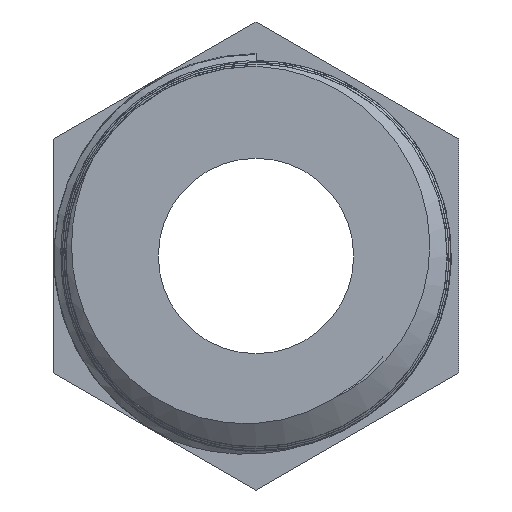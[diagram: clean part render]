
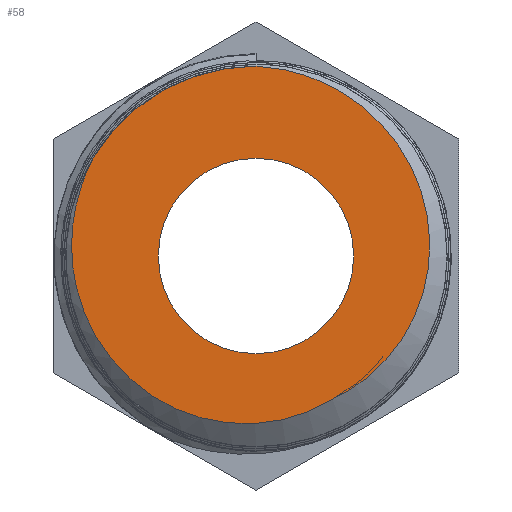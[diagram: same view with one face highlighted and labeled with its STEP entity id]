
A CAD part, left-side view. The second image highlights one B-rep face of the part: STEP entity #58.
In plain terms, the highlighted planar face has unit normal (-1, 0, 0).
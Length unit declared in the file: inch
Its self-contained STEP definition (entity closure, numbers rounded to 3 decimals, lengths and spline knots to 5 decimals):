
#13 = CARTESIAN_POINT ( 'NONE',  ( -0.4875, 0.02614, -0.18076 ) ) ;
#58 = ADVANCED_FACE ( 'NONE', ( #2741, #2788 ), #99, .F. ) ;
#67 = CARTESIAN_POINT ( 'NONE',  ( -0.4875, 0.11323, -0.15066 ) ) ;
#87 = CARTESIAN_POINT ( 'NONE',  ( -0.4875, -0.1764, 0.07622 ) ) ;
#99 = PLANE ( 'NONE',  #255 ) ;
#101 = CARTESIAN_POINT ( 'NONE',  ( -0.4875, -0.14168, -0.11105 ) ) ;
#226 = CARTESIAN_POINT ( 'NONE',  ( -0.4875, 0.17546, -0.08268 ) ) ;
#255 = AXIS2_PLACEMENT_3D ( 'NONE', #1149, #4018, #2213 ) ;
#351 = CARTESIAN_POINT ( 'NONE',  ( -0.4875, 0., 0.205 ) ) ;
#382 = CARTESIAN_POINT ( 'NONE',  ( -0.4875, -0.04164, 0.19954 ) ) ;
#397 = CARTESIAN_POINT ( 'NONE',  ( -0.4875, -0.18465, 0.0459 ) ) ;
#409 = CARTESIAN_POINT ( 'NONE',  ( -0.4875, -0.11868, -0.13281 ) ) ;
#451 = DIRECTION ( 'NONE',  ( 1., 0., 0. ) ) ;
#490 = CARTESIAN_POINT ( 'NONE',  ( -0.4875, 0.18893, -0.05461 ) ) ;
#515 = EDGE_CURVE ( 'NONE', #3386, #3077, #1601, .T. ) ;
#528 = CARTESIAN_POINT ( 'NONE',  ( -0.4875, 0.01573, -0.18131 ) ) ;
#581 = CARTESIAN_POINT ( 'NONE',  ( -0.4875, 0.19478, -0.03485 ) ) ;
#594 = CARTESIAN_POINT ( 'NONE',  ( -0.4875, 0.08603, -0.16553 ) ) ;
#620 = CARTESIAN_POINT ( 'NONE',  ( -0.4875, -0.06447, -0.1646 ) ) ;
#631 = CARTESIAN_POINT ( 'NONE',  ( -0.4875, 0.13754, -0.13147 ) ) ;
#643 = CARTESIAN_POINT ( 'NONE',  ( -0.4875, -0.07368, -0.15995 ) ) ;
#678 = CARTESIAN_POINT ( 'NONE',  ( -0.4875, 0.19203, 0.06792 ) ) ;
#687 = CARTESIAN_POINT ( 'NONE',  ( -0.4875, -0.08078, 0.1836 ) ) ;
#701 = CARTESIAN_POINT ( 'NONE',  ( -0.4875, -0.18783, 0.0144 ) ) ;
#715 = CARTESIAN_POINT ( 'NONE',  ( -0.4875, -0.09221, -0.15005 ) ) ;
#717 = CARTESIAN_POINT ( 'NONE',  ( -0.4875, 0.17555, 0.10586 ) ) ;
#952 = CARTESIAN_POINT ( 'NONE',  ( -0.4875, 0., 0. ) ) ;
#970 = CARTESIAN_POINT ( 'NONE',  ( -0.4875, 0.17555, 0.10586 ) ) ;
#979 = CARTESIAN_POINT ( 'NONE',  ( -0.4875, -0.10751, 0.1672 ) ) ;
#984 = AXIS2_PLACEMENT_3D ( 'NONE', #2359, #451, #2714 ) ;
#994 = CARTESIAN_POINT ( 'NONE',  ( -0.4875, -0.1858, -0.01695 ) ) ;
#1124 = CARTESIAN_POINT ( 'NONE',  ( -0.4875, -0.03545, -0.17526 ) ) ;
#1138 = CARTESIAN_POINT ( 'NONE',  ( -0.4875, -0.00484, -0.18068 ) ) ;
#1149 = CARTESIAN_POINT ( 'NONE',  ( -0.4875, 0., 0. ) ) ;
#1151 = CARTESIAN_POINT ( 'NONE',  ( -0.4875, -0.01508, -0.1795 ) ) ;
#1163 = CARTESIAN_POINT ( 'NONE',  ( -0.4875, -0.04538, -0.17226 ) ) ;
#1177 = CARTESIAN_POINT ( 'NONE',  ( -0.4875, -0.08253, -0.15443 ) ) ;
#1246 = CARTESIAN_POINT ( 'NONE',  ( -0.4875, 0., 0. ) ) ;
#1258 = DIRECTION ( 'NONE',  ( 0., 0., -1. ) ) ;
#1277 = CARTESIAN_POINT ( 'NONE',  ( -0.4875, 0., 0.1055 ) ) ;
#1287 = CARTESIAN_POINT ( 'NONE',  ( -0.4875, -0.13159, 0.14659 ) ) ;
#1302 = CARTESIAN_POINT ( 'NONE',  ( -0.4875, -0.17837, -0.04776 ) ) ;
#1434 = EDGE_CURVE ( 'NONE', #2908, #2904, #2468, .T. ) ;
#1448 = CARTESIAN_POINT ( 'NONE',  ( -0.4875, -0.08253, -0.15443 ) ) ;
#1486 = CARTESIAN_POINT ( 'NONE',  ( -0.4875, 0.07637, -0.16948 ) ) ;
#1517 = CARTESIAN_POINT ( 'NONE',  ( -0.4875, 0.12973, -0.13838 ) ) ;
#1539 = CARTESIAN_POINT ( 'NONE',  ( -0.4875, 0.2001, 0.00643 ) ) ;
#1544 = DIRECTION ( 'NONE',  ( 0., 0., -1. ) ) ;
#1582 = CARTESIAN_POINT ( 'NONE',  ( -0.4875, -0.1519, 0.12269 ) ) ;
#1592 = CARTESIAN_POINT ( 'NONE',  ( -0.4875, -0.16585, -0.07657 ) ) ;
#1601 = B_SPLINE_CURVE_WITH_KNOTS ( 'NONE', 3,
 ( #1177, #643, #620, #1163, #1124, #1151, #1138, #528, #13, #2524, #2148, #1486, #594, #3985, #67, #1517, #631, #2913, #2232, #1990, #226, #490, #581, #1539, #2623, #678, #2988, #970 ),
 .UNSPECIFIED., .F., .F.,
 ( 4, 2, 2, 2, 2, 2, 2, 2, 2, 2, 2, 2, 2, 4 ),
 ( 0., 0.00078, 0.00157, 0.00235, 0.00313, 0.00392, 0.0047, 0.00549, 0.00627, 0.00705, 0.00784, 0.0094, 0.01097, 0.01254 ),
 .UNSPECIFIED. ) ;
#1872 = CARTESIAN_POINT ( 'NONE',  ( -0.4875, 0., 0.205 ) ) ;
#1901 = CARTESIAN_POINT ( 'NONE',  ( -0.4875, -0.02118, 0.20389 ) ) ;
#1914 = CARTESIAN_POINT ( 'NONE',  ( -0.4875, -0.16818, 0.09553 ) ) ;
#1932 = CARTESIAN_POINT ( 'NONE',  ( -0.4875, -0.14841, -0.10304 ) ) ;
#1990 = CARTESIAN_POINT ( 'NONE',  ( -0.4875, 0.17021, -0.09167 ) ) ;
#2014 = CIRCLE ( 'NONE', #3784, 0.1055 ) ;
#2148 = CARTESIAN_POINT ( 'NONE',  ( -0.4875, 0.05674, -0.17565 ) ) ;
#2170 = CIRCLE ( 'NONE', #2442, 0.205 ) ;
#2213 = DIRECTION ( 'NONE',  ( 0., 0., -1. ) ) ;
#2232 = CARTESIAN_POINT ( 'NONE',  ( -0.4875, 0.15847, -0.10857 ) ) ;
#2286 = CARTESIAN_POINT ( 'NONE',  ( -0.4875, -0.17969, 0.0663 ) ) ;
#2307 = CARTESIAN_POINT ( 'NONE',  ( -0.4875, -0.12685, -0.12592 ) ) ;
#2359 = CARTESIAN_POINT ( 'NONE',  ( -0.4875, 0., 0. ) ) ;
#2442 = AXIS2_PLACEMENT_3D ( 'NONE', #1246, #3658, #1544 ) ;
#2468 = CIRCLE ( 'NONE', #984, 0.1055 ) ;
#2524 = CARTESIAN_POINT ( 'NONE',  ( -0.4875, 0.0467, -0.17792 ) ) ;
#2623 = CARTESIAN_POINT ( 'NONE',  ( -0.4875, 0.19949, 0.02698 ) ) ;
#2624 = B_SPLINE_CURVE_WITH_KNOTS ( 'NONE', 3,
 ( #351, #1901, #382, #2637, #687, #3001, #979, #3362, #1287, #3706, #1582, #4069, #1914, #87, #2286, #397, #2651, #701, #3016, #994, #3379, #1302, #3718, #1592, #4085, #1932, #101, #2307, #409, #2664, #715, #3033 ),
 .UNSPECIFIED., .F., .F.,
 ( 4, 2, 2, 2, 2, 2, 2, 2, 2, 2, 2, 2, 2, 2, 2, 4 ),
 ( 0., 0.00159, 0.00239, 0.00319, 0.00398, 0.00478, 0.00558, 0.00637, 0.00717, 0.00797, 0.00876, 0.00956, 0.01036, 0.01115, 0.01195, 0.01275 ),
 .UNSPECIFIED. ) ;
#2637 = CARTESIAN_POINT ( 'NONE',  ( -0.4875, -0.07123, 0.18817 ) ) ;
#2651 = CARTESIAN_POINT ( 'NONE',  ( -0.4875, -0.1863, 0.03534 ) ) ;
#2664 = CARTESIAN_POINT ( 'NONE',  ( -0.4875, -0.10137, -0.14484 ) ) ;
#2687 = EDGE_CURVE ( 'NONE', #3077, #2710, #2170, .T. ) ;
#2710 = VERTEX_POINT ( 'NONE', #1872 ) ;
#2714 = DIRECTION ( 'NONE',  ( 0., 0., -1. ) ) ;
#2741 = FACE_BOUND ( 'NONE', #2957, .T. ) ;
#2788 = FACE_OUTER_BOUND ( 'NONE', #3840, .T. ) ;
#2904 = VERTEX_POINT ( 'NONE', #3674 ) ;
#2908 = VERTEX_POINT ( 'NONE', #1277 ) ;
#2913 = CARTESIAN_POINT ( 'NONE',  ( -0.4875, 0.15194, -0.11654 ) ) ;
#2957 = EDGE_LOOP ( 'NONE', ( #3316, #3740 ) ) ;
#2988 = CARTESIAN_POINT ( 'NONE',  ( -0.4875, 0.18528, 0.08744 ) ) ;
#3001 = CARTESIAN_POINT ( 'NONE',  ( -0.4875, -0.09889, 0.17313 ) ) ;
#3016 = CARTESIAN_POINT ( 'NONE',  ( -0.4875, -0.18775, 0.00394 ) ) ;
#3033 = CARTESIAN_POINT ( 'NONE',  ( -0.4875, -0.08253, -0.15443 ) ) ;
#3077 = VERTEX_POINT ( 'NONE', #717 ) ;
#3178 = ORIENTED_EDGE ( 'NONE', *, *, #515, .F. ) ;
#3316 = ORIENTED_EDGE ( 'NONE', *, *, #3728, .T. ) ;
#3328 = DIRECTION ( 'NONE',  ( 1., 0., 0. ) ) ;
#3362 = CARTESIAN_POINT ( 'NONE',  ( -0.4875, -0.12388, 0.15393 ) ) ;
#3379 = CARTESIAN_POINT ( 'NONE',  ( -0.4875, -0.1839, -0.02748 ) ) ;
#3386 = VERTEX_POINT ( 'NONE', #1448 ) ;
#3658 = DIRECTION ( 'NONE',  ( 1., 0., 0. ) ) ;
#3674 = CARTESIAN_POINT ( 'NONE',  ( -0.4875, 0., -0.1055 ) ) ;
#3680 = ORIENTED_EDGE ( 'NONE', *, *, #3877, .F. ) ;
#3706 = CARTESIAN_POINT ( 'NONE',  ( -0.4875, -0.14558, 0.13101 ) ) ;
#3718 = CARTESIAN_POINT ( 'NONE',  ( -0.4875, -0.17475, -0.05757 ) ) ;
#3728 = EDGE_CURVE ( 'NONE', #2904, #2908, #2014, .T. ) ;
#3740 = ORIENTED_EDGE ( 'NONE', *, *, #1434, .T. ) ;
#3784 = AXIS2_PLACEMENT_3D ( 'NONE', #952, #3328, #1258 ) ;
#3840 = EDGE_LOOP ( 'NONE', ( #4016, #3178, #3680 ) ) ;
#3877 = EDGE_CURVE ( 'NONE', #2710, #3386, #2624, .T. ) ;
#3985 = CARTESIAN_POINT ( 'NONE',  ( -0.4875, 0.1045, -0.15609 ) ) ;
#4016 = ORIENTED_EDGE ( 'NONE', *, *, #2687, .F. ) ;
#4018 = DIRECTION ( 'NONE',  ( 1., 0., 0. ) ) ;
#4069 = CARTESIAN_POINT ( 'NONE',  ( -0.4875, -0.1632, 0.10498 ) ) ;
#4085 = CARTESIAN_POINT ( 'NONE',  ( -0.4875, -0.16049, -0.08582 ) ) ;
